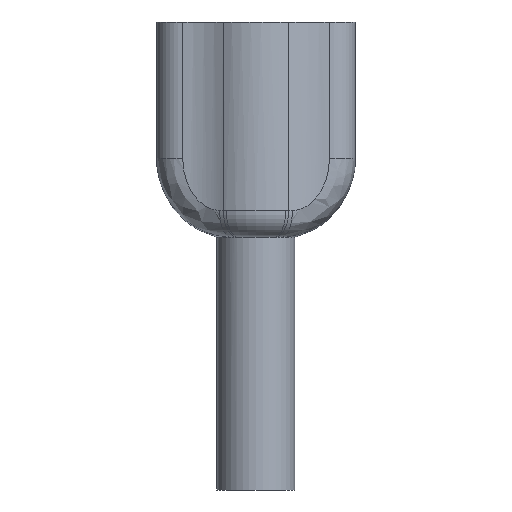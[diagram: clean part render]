
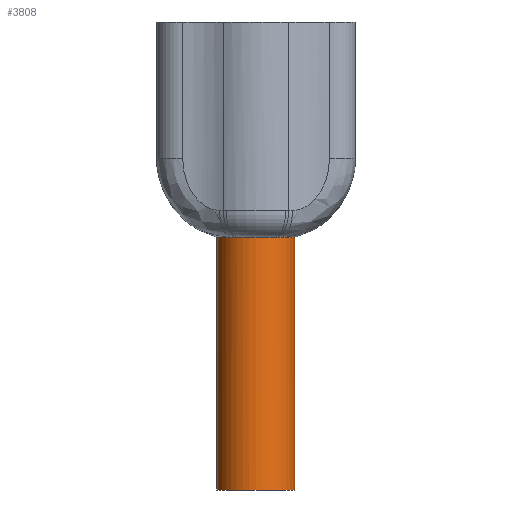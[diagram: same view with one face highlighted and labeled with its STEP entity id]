
A CAD part, front view. The second image highlights one B-rep face of the part: STEP entity #3808.
In plain terms, the highlighted cylindrical face has radius 1.841 mm (diameter 3.683 mm), a partial arc.
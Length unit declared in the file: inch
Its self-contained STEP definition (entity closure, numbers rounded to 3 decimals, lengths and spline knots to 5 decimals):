
#9 = DIRECTION ( 'NONE',  ( 0., 0., -1. ) ) ;
#11 = VERTEX_POINT ( 'NONE', #5004 ) ;
#25 = CARTESIAN_POINT ( 'NONE',  ( 0.035, -0.06349, -0.4 ) ) ;
#42 = DIRECTION ( 'NONE',  ( 0., 0., 1. ) ) ;
#75 = CARTESIAN_POINT ( 'NONE',  ( 0., 0., -0.4 ) ) ;
#120 = CIRCLE ( 'NONE', #3819, 0.0725 ) ;
#234 = CARTESIAN_POINT ( 'NONE',  ( 0., 0., -0.4 ) ) ;
#310 = CARTESIAN_POINT ( 'NONE',  ( -0.0725, 0., -0.87 ) ) ;
#401 = EDGE_CURVE ( 'NONE', #2033, #3090, #2578, .T. ) ;
#410 = DIRECTION ( 'NONE',  ( 1., 0., 0. ) ) ;
#449 = CARTESIAN_POINT ( 'NONE',  ( 0., 0., -0.87 ) ) ;
#483 = ORIENTED_EDGE ( 'NONE', *, *, #1649, .T. ) ;
#521 = CIRCLE ( 'NONE', #2529, 0.0725 ) ;
#577 = DIRECTION ( 'NONE',  ( 1., 0., 0. ) ) ;
#668 = DIRECTION ( 'NONE',  ( 1., 0., 0. ) ) ;
#811 = VERTEX_POINT ( 'NONE', #1403 ) ;
#822 = ORIENTED_EDGE ( 'NONE', *, *, #4020, .F. ) ;
#875 = VERTEX_POINT ( 'NONE', #5405 ) ;
#904 = LINE ( 'NONE', #3203, #4111 ) ;
#910 = VERTEX_POINT ( 'NONE', #3258 ) ;
#982 = CARTESIAN_POINT ( 'NONE',  ( -0.0725, 0., -0.87 ) ) ;
#1010 = CARTESIAN_POINT ( 'NONE',  ( 0.0725, 0., -0.87 ) ) ;
#1097 = DIRECTION ( 'NONE',  ( 0., 0., -1. ) ) ;
#1403 = CARTESIAN_POINT ( 'NONE',  ( 0.0725, 0., -0.4 ) ) ;
#1431 = EDGE_CURVE ( 'NONE', #910, #3879, #5020, .T. ) ;
#1527 = FACE_OUTER_BOUND ( 'NONE', #5245, .T. ) ;
#1533 = DIRECTION ( 'NONE',  ( -1., 0., 0. ) ) ;
#1546 = CIRCLE ( 'NONE', #2882, 0.0725 ) ;
#1569 = DIRECTION ( 'NONE',  ( 0., 0., -1. ) ) ;
#1649 = EDGE_CURVE ( 'NONE', #4017, #910, #120, .T. ) ;
#1811 = VERTEX_POINT ( 'NONE', #4339 ) ;
#1864 = DIRECTION ( 'NONE',  ( 0., 0., 1. ) ) ;
#1875 = LINE ( 'NONE', #982, #1943 ) ;
#1876 = ORIENTED_EDGE ( 'NONE', *, *, #4064, .T. ) ;
#1879 = DIRECTION ( 'NONE',  ( 0., 0., -1. ) ) ;
#1922 = DIRECTION ( 'NONE',  ( 0., 0., -1. ) ) ;
#1943 = VECTOR ( 'NONE', #42, 39.37008 ) ;
#2033 = VERTEX_POINT ( 'NONE', #1010 ) ;
#2221 = EDGE_CURVE ( 'NONE', #3879, #1811, #521, .T. ) ;
#2312 = CIRCLE ( 'NONE', #4290, 0.0725 ) ;
#2379 = AXIS2_PLACEMENT_3D ( 'NONE', #4810, #3046, #410 ) ;
#2411 = CARTESIAN_POINT ( 'NONE',  ( 0., 0., -0.4 ) ) ;
#2529 = AXIS2_PLACEMENT_3D ( 'NONE', #234, #3320, #3361 ) ;
#2578 = CIRCLE ( 'NONE', #3787, 0.0725 ) ;
#2649 = CARTESIAN_POINT ( 'NONE',  ( 0., 0., -0.4 ) ) ;
#2718 = ORIENTED_EDGE ( 'NONE', *, *, #1431, .T. ) ;
#2865 = DIRECTION ( 'NONE',  ( 1., 0., 0. ) ) ;
#2882 = AXIS2_PLACEMENT_3D ( 'NONE', #2411, #1922, #2865 ) ;
#2908 = EDGE_CURVE ( 'NONE', #875, #11, #4047, .T. ) ;
#2923 = DIRECTION ( 'NONE',  ( 0., 0., -1. ) ) ;
#2973 = AXIS2_PLACEMENT_3D ( 'NONE', #449, #4368, #3993 ) ;
#3046 = DIRECTION ( 'NONE',  ( 0., 0., -1. ) ) ;
#3083 = DIRECTION ( 'NONE',  ( 1., 0., 0. ) ) ;
#3090 = VERTEX_POINT ( 'NONE', #310 ) ;
#3203 = CARTESIAN_POINT ( 'NONE',  ( 0.0725, 0., -0.87 ) ) ;
#3216 = DIRECTION ( 'NONE',  ( 1., 0., 0. ) ) ;
#3258 = CARTESIAN_POINT ( 'NONE',  ( 0.0383, -0.06156, -0.4 ) ) ;
#3320 = DIRECTION ( 'NONE',  ( 0., 0., -1. ) ) ;
#3361 = DIRECTION ( 'NONE',  ( 1., 0., 0. ) ) ;
#3774 = EDGE_CURVE ( 'NONE', #11, #3903, #5483, .T. ) ;
#3781 = CARTESIAN_POINT ( 'NONE',  ( 0., 0., -0.4 ) ) ;
#3787 = AXIS2_PLACEMENT_3D ( 'NONE', #5096, #1569, #1533 ) ;
#3808 = ADVANCED_FACE ( 'NONE', ( #1527 ), #5407, .T. ) ;
#3819 = AXIS2_PLACEMENT_3D ( 'NONE', #75, #1879, #3216 ) ;
#3879 = VERTEX_POINT ( 'NONE', #25 ) ;
#3903 = VERTEX_POINT ( 'NONE', #3933 ) ;
#3933 = CARTESIAN_POINT ( 'NONE',  ( -0.0725, 0., -0.4 ) ) ;
#3993 = DIRECTION ( 'NONE',  ( 1., 0., 0. ) ) ;
#4009 = ORIENTED_EDGE ( 'NONE', *, *, #5525, .T. ) ;
#4017 = VERTEX_POINT ( 'NONE', #4092 ) ;
#4020 = EDGE_CURVE ( 'NONE', #3090, #3903, #1875, .T. ) ;
#4047 = CIRCLE ( 'NONE', #5271, 0.0725 ) ;
#4064 = EDGE_CURVE ( 'NONE', #2033, #811, #904, .T. ) ;
#4086 = ORIENTED_EDGE ( 'NONE', *, *, #2221, .T. ) ;
#4092 = CARTESIAN_POINT ( 'NONE',  ( 0.04758, -0.0547, -0.4 ) ) ;
#4111 = VECTOR ( 'NONE', #1864, 39.37008 ) ;
#4191 = CARTESIAN_POINT ( 'NONE',  ( 0., 0., -0.4 ) ) ;
#4200 = AXIS2_PLACEMENT_3D ( 'NONE', #2649, #9, #3083 ) ;
#4290 = AXIS2_PLACEMENT_3D ( 'NONE', #4191, #1097, #577 ) ;
#4339 = CARTESIAN_POINT ( 'NONE',  ( -0.035, -0.06349, -0.4 ) ) ;
#4368 = DIRECTION ( 'NONE',  ( 0., 0., 1. ) ) ;
#4556 = ORIENTED_EDGE ( 'NONE', *, *, #5457, .T. ) ;
#4584 = ORIENTED_EDGE ( 'NONE', *, *, #3774, .T. ) ;
#4810 = CARTESIAN_POINT ( 'NONE',  ( 0., 0., -0.4 ) ) ;
#4821 = ORIENTED_EDGE ( 'NONE', *, *, #401, .F. ) ;
#4924 = ORIENTED_EDGE ( 'NONE', *, *, #2908, .T. ) ;
#5004 = CARTESIAN_POINT ( 'NONE',  ( -0.04758, -0.0547, -0.4 ) ) ;
#5020 = CIRCLE ( 'NONE', #4200, 0.0725 ) ;
#5096 = CARTESIAN_POINT ( 'NONE',  ( 0., 0., -0.87 ) ) ;
#5245 = EDGE_LOOP ( 'NONE', ( #822, #4821, #1876, #4009, #483, #2718, #4086, #4556, #4924, #4584 ) ) ;
#5271 = AXIS2_PLACEMENT_3D ( 'NONE', #3781, #2923, #668 ) ;
#5405 = CARTESIAN_POINT ( 'NONE',  ( -0.0383, -0.06156, -0.4 ) ) ;
#5407 = CYLINDRICAL_SURFACE ( 'NONE', #2973, 0.0725 ) ;
#5457 = EDGE_CURVE ( 'NONE', #1811, #875, #2312, .T. ) ;
#5483 = CIRCLE ( 'NONE', #2379, 0.0725 ) ;
#5525 = EDGE_CURVE ( 'NONE', #811, #4017, #1546, .T. ) ;
